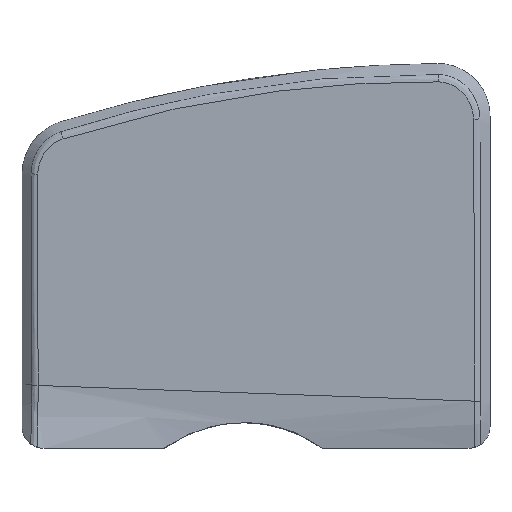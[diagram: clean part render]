
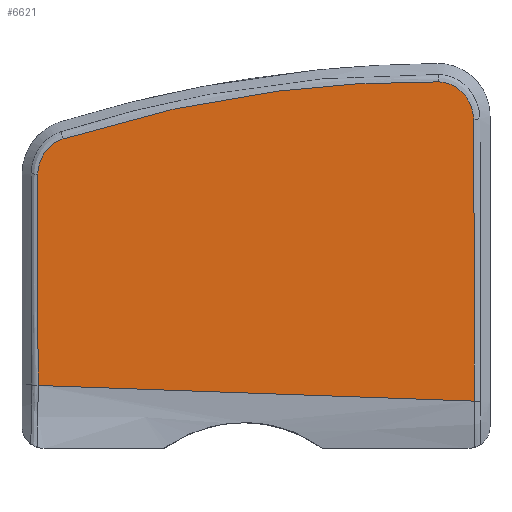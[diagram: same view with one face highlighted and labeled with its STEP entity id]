
A CAD part, top view. The second image highlights one B-rep face of the part: STEP entity #6621.
In plain terms, the highlighted planar face has unit normal (0, 0, 1).
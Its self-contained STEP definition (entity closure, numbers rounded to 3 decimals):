
#1079 = VERTEX_POINT('',#1080);
#1080 = CARTESIAN_POINT('',(50.498,-31.281,
    4.979));
#1176 = EDGE_CURVE('',#1177,#1079,#1179,.T.);
#1177 = VERTEX_POINT('',#1178);
#1178 = CARTESIAN_POINT('',(-48.359,-27.742,4.979
    ));
#1179 = B_SPLINE_CURVE_WITH_KNOTS('',3,(#1180,#1181,#1182,#1183),
  .UNSPECIFIED.,.F.,.F.,(4,4),(0.22,0.854),
  .PIECEWISE_BEZIER_KNOTS.);
#1180 = CARTESIAN_POINT('',(-48.359,-27.742,4.979
    ));
#1181 = CARTESIAN_POINT('',(-15.406,-28.92,
    4.979));
#1182 = CARTESIAN_POINT('',(17.546,-30.099,
    4.979));
#1183 = CARTESIAN_POINT('',(50.498,-31.281,
    4.979));
#5766 = VERTEX_POINT('',#5767);
#5767 = CARTESIAN_POINT('',(50.315,32.56,
    4.979));
#5774 = EDGE_CURVE('',#5766,#1079,#5775,.T.);
#5775 = B_SPLINE_CURVE_WITH_KNOTS('',3,(#5776,#5777,#5778,#5779,#5780,
    #5781,#5782,#5783,#5784,#5785,#5786),.UNSPECIFIED.,.F.,.F.,(4,2,1,1,
    1,1,1,4),(0.,0.001,0.002,
    0.004,0.008,0.016,
    0.032,0.064),.UNSPECIFIED.);
#5776 = CARTESIAN_POINT('',(50.315,32.56,
    4.979));
#5777 = CARTESIAN_POINT('',(50.333,32.228,
    4.979));
#5778 = CARTESIAN_POINT('',(50.328,31.895,
    4.979));
#5779 = CARTESIAN_POINT('',(50.33,31.23,
    4.979));
#5780 = CARTESIAN_POINT('',(50.333,30.233,
    4.979));
#5781 = CARTESIAN_POINT('',(50.339,27.905,
    4.979));
#5782 = CARTESIAN_POINT('',(50.351,23.251,
    4.979));
#5783 = CARTESIAN_POINT('',(50.376,13.941,
    4.979));
#5784 = CARTESIAN_POINT('',(50.426,-4.678,
    4.979));
#5785 = CARTESIAN_POINT('',(50.468,-20.638,
    4.979));
#5786 = CARTESIAN_POINT('',(50.498,-31.281,
    4.979));
#6469 = VERTEX_POINT('',#6470);
#6470 = CARTESIAN_POINT('',(-48.357,-27.644,
    4.979));
#6518 = EDGE_CURVE('',#1177,#6469,#6519,.T.);
#6519 = B_SPLINE_CURVE_WITH_KNOTS('',3,(#6520,#6521,#6522,#6523),
  .UNSPECIFIED.,.F.,.F.,(4,4),(0.,1.),.PIECEWISE_BEZIER_KNOTS.);
#6520 = CARTESIAN_POINT('',(-48.359,-27.742,4.979
    ));
#6521 = CARTESIAN_POINT('',(-48.358,-27.709,
    4.979));
#6522 = CARTESIAN_POINT('',(-48.357,-27.676,
    4.979));
#6523 = CARTESIAN_POINT('',(-48.357,-27.644,
    4.979));
#6621 = ADVANCED_FACE('',(#6622),#6712,.T.);
#6622 = FACE_BOUND('',#6623,.F.);
#6623 = EDGE_LOOP('',(#6624,#6625,#6626,#6627,#6643,#6670,#6689));
#6624 = ORIENTED_EDGE('',*,*,#5774,.T.);
#6625 = ORIENTED_EDGE('',*,*,#1176,.F.);
#6626 = ORIENTED_EDGE('',*,*,#6518,.T.);
#6627 = ORIENTED_EDGE('',*,*,#6628,.T.);
#6628 = EDGE_CURVE('',#6469,#6629,#6631,.T.);
#6629 = VERTEX_POINT('',#6630);
#6630 = CARTESIAN_POINT('',(-48.473,20.127,
    4.979));
#6631 = B_SPLINE_CURVE_WITH_KNOTS('',3,(#6632,#6633,#6634,#6635,#6636,
    #6637,#6638,#6639,#6640,#6641,#6642),.UNSPECIFIED.,.F.,.F.,(4,1,1,1,
    1,1,2,4),(0.,0.024,0.036,
    0.042,0.045,0.046,
    0.047,0.048),.UNSPECIFIED.);
#6632 = CARTESIAN_POINT('',(-48.357,-27.644,
    4.979));
#6633 = CARTESIAN_POINT('',(-48.378,-19.682,
    4.979));
#6634 = CARTESIAN_POINT('',(-48.41,-7.739,
    4.979));
#6635 = CARTESIAN_POINT('',(-48.447,6.194,
    4.979));
#6636 = CARTESIAN_POINT('',(-48.465,13.161,
    4.979));
#6637 = CARTESIAN_POINT('',(-48.475,16.644,
    4.979));
#6638 = CARTESIAN_POINT('',(-48.479,18.386,
    4.979));
#6639 = CARTESIAN_POINT('',(-48.481,19.132,
    4.979));
#6640 = CARTESIAN_POINT('',(-48.483,19.63,4.979
    ));
#6641 = CARTESIAN_POINT('',(-48.485,19.879,
    4.979));
#6642 = CARTESIAN_POINT('',(-48.473,20.127,
    4.979));
#6643 = ORIENTED_EDGE('',*,*,#6644,.T.);
#6644 = EDGE_CURVE('',#6629,#6645,#6647,.T.);
#6645 = VERTEX_POINT('',#6646);
#6646 = CARTESIAN_POINT('',(-42.705,28.112,
    4.979));
#6647 = B_SPLINE_CURVE_WITH_KNOTS('',3,(#6648,#6649,#6650,#6651,#6652,
    #6653,#6654,#6655,#6656,#6657,#6658,#6659,#6660,#6661,#6662,#6663,
    #6664,#6665,#6666,#6667,#6668,#6669),.UNSPECIFIED.,.F.,.F.,(4,2,2,2,
    2,2,2,2,2,2,4),(0.,0.001,0.003,
    0.004,0.005,0.007,
    0.007,0.008,0.009,
    0.01,0.011),.UNSPECIFIED.);
#6648 = CARTESIAN_POINT('',(-48.473,20.127,
    4.979));
#6649 = CARTESIAN_POINT('',(-48.452,20.568,
    4.979));
#6650 = CARTESIAN_POINT('',(-48.401,21.003,
    4.979));
#6651 = CARTESIAN_POINT('',(-48.241,21.865,
    4.979));
#6652 = CARTESIAN_POINT('',(-48.131,22.293,
    4.979));
#6653 = CARTESIAN_POINT('',(-47.859,23.124,
    4.979));
#6654 = CARTESIAN_POINT('',(-47.695,23.528,
    4.979));
#6655 = CARTESIAN_POINT('',(-47.31,24.312,
    4.979));
#6656 = CARTESIAN_POINT('',(-47.086,24.694,
    4.979));
#6657 = CARTESIAN_POINT('',(-46.585,25.41,
    4.979));
#6658 = CARTESIAN_POINT('',(-46.309,25.746,
    4.979));
#6659 = CARTESIAN_POINT('',(-45.855,26.215,
    4.979));
#6660 = CARTESIAN_POINT('',(-45.697,26.365,
    4.979));
#6661 = CARTESIAN_POINT('',(-45.369,26.655,
    4.979));
#6662 = CARTESIAN_POINT('',(-45.197,26.794,
    4.979));
#6663 = CARTESIAN_POINT('',(-44.67,27.188,
    4.979));
#6664 = CARTESIAN_POINT('',(-44.302,27.419,
    4.979));
#6665 = CARTESIAN_POINT('',(-43.724,27.718,
    4.979));
#6666 = CARTESIAN_POINT('',(-43.527,27.809,
    4.979));
#6667 = CARTESIAN_POINT('',(-43.123,27.975,
    4.979));
#6668 = CARTESIAN_POINT('',(-42.915,28.045,
    4.979));
#6669 = CARTESIAN_POINT('',(-42.705,28.112,
    4.979));
#6670 = ORIENTED_EDGE('',*,*,#6671,.T.);
#6671 = EDGE_CURVE('',#6645,#6672,#6674,.T.);
#6672 = VERTEX_POINT('',#6673);
#6673 = CARTESIAN_POINT('',(42.314,41.025,
    4.979));
#6674 = B_SPLINE_CURVE_WITH_KNOTS('',3,(#6675,#6676,#6677,#6678,#6679,
    #6680,#6681,#6682,#6683,#6684,#6685,#6686,#6687,#6688),
  .UNSPECIFIED.,.F.,.F.,(4,2,2,2,2,2,4),(0.,0.022,
    0.043,0.054,0.059,
    0.065,0.086),.UNSPECIFIED.);
#6675 = CARTESIAN_POINT('',(-42.705,28.112,
    4.979));
#6676 = CARTESIAN_POINT('',(-35.835,30.322,
    4.979));
#6677 = CARTESIAN_POINT('',(-28.906,32.248,
    4.979));
#6678 = CARTESIAN_POINT('',(-14.929,35.541,
    4.979));
#6679 = CARTESIAN_POINT('',(-7.881,36.906,
    4.979));
#6680 = CARTESIAN_POINT('',(2.78,38.53,4.979
    ));
#6681 = CARTESIAN_POINT('',(6.349,39.,
    4.979));
#6682 = CARTESIAN_POINT('',(11.725,39.598,
    4.979));
#6683 = CARTESIAN_POINT('',(13.52,39.779,
    4.979));
#6684 = CARTESIAN_POINT('',(17.112,40.105,
    4.979));
#6685 = CARTESIAN_POINT('',(18.908,40.25,
    4.979));
#6686 = CARTESIAN_POINT('',(27.895,40.884,4.979
    ));
#6687 = CARTESIAN_POINT('',(35.098,41.1,
    4.979));
#6688 = CARTESIAN_POINT('',(42.314,41.025,
    4.979));
#6689 = ORIENTED_EDGE('',*,*,#6690,.T.);
#6690 = EDGE_CURVE('',#6672,#5766,#6691,.T.);
#6691 = B_SPLINE_CURVE_WITH_KNOTS('',3,(#6692,#6693,#6694,#6695,#6696,
    #6697,#6698,#6699,#6700,#6701,#6702,#6703,#6704,#6705,#6706,#6707,
    #6708,#6709,#6710,#6711),.UNSPECIFIED.,.F.,.F.,(4,2,2,2,2,2,2,2,2,4)
  ,(0.,0.001,0.002,0.003,
    0.005,0.006,0.008,
    0.01,0.011,0.013),
  .UNSPECIFIED.);
#6692 = CARTESIAN_POINT('',(42.314,41.025,
    4.979));
#6693 = CARTESIAN_POINT('',(42.584,41.022,
    4.979));
#6694 = CARTESIAN_POINT('',(42.855,41.006,
    4.979));
#6695 = CARTESIAN_POINT('',(43.388,40.938,
    4.979));
#6696 = CARTESIAN_POINT('',(43.651,40.89,
    4.979));
#6697 = CARTESIAN_POINT('',(44.427,40.703,
    4.979));
#6698 = CARTESIAN_POINT('',(44.929,40.525,
    4.979));
#6699 = CARTESIAN_POINT('',(45.903,40.063,
    4.979));
#6700 = CARTESIAN_POINT('',(46.36,39.786,
    4.979));
#6701 = CARTESIAN_POINT('',(47.208,39.15,
    4.979));
#6702 = CARTESIAN_POINT('',(47.602,38.789,
    4.979));
#6703 = CARTESIAN_POINT('',(48.322,37.987,
    4.979));
#6704 = CARTESIAN_POINT('',(48.638,37.558,
    4.979));
#6705 = CARTESIAN_POINT('',(49.19,36.652,
    4.979));
#6706 = CARTESIAN_POINT('',(49.428,36.174,
    4.979));
#6707 = CARTESIAN_POINT('',(49.827,35.174,
    4.979));
#6708 = CARTESIAN_POINT('',(49.983,34.664,
    4.979));
#6709 = CARTESIAN_POINT('',(50.213,33.627,4.979)
  );
#6710 = CARTESIAN_POINT('',(50.287,33.099,
    4.979));
#6711 = CARTESIAN_POINT('',(50.315,32.56,
    4.979));
#6712 = PLANE('',#6713);
#6713 = AXIS2_PLACEMENT_3D('',#6714,#6715,#6716);
#6714 = CARTESIAN_POINT('',(56.745,-166.128,
    4.979));
#6715 = DIRECTION('',(0.,0.,1.));
#6716 = DIRECTION('',(0.123,0.992,0.));
